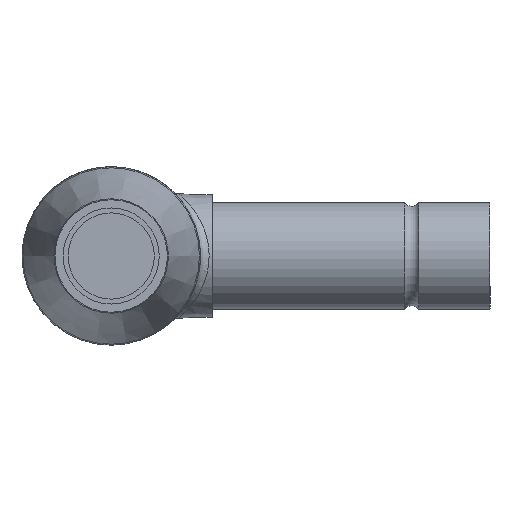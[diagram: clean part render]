
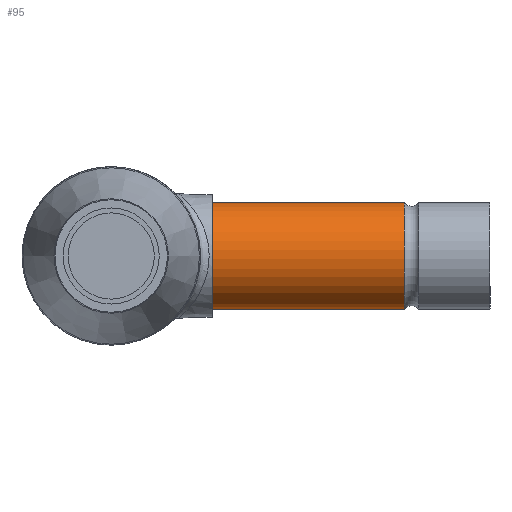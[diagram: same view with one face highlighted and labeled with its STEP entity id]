
A CAD part, front view. The second image highlights one B-rep face of the part: STEP entity #95.
In plain terms, the highlighted cylindrical face has radius 9 mm (diameter 18 mm), a full revolution.
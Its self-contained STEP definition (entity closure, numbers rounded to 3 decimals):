
#68=CARTESIAN_POINT('',(31.5,-13.929,0.));
#69=DIRECTION('',(1.0,0.,0.));
#70=DIRECTION('',(0.,-0.554,0.833));
#71=AXIS2_PLACEMENT_3D('',#68,#69,#70);
#72=CYLINDRICAL_SURFACE('',#71,9.);
#73=CARTESIAN_POINT('',(49.3,-18.912,7.494));
#74=VERTEX_POINT('',#73);
#75=CARTESIAN_POINT('',(49.3,-13.929,0.));
#76=DIRECTION('',(1.0,0.,0.));
#77=DIRECTION('',(0.,-0.554,0.833));
#78=AXIS2_PLACEMENT_3D('',#75,#76,#77);
#79=CIRCLE('',#78,9.);
#80=EDGE_CURVE('',#74,#74,#79,.T.);
#81=ORIENTED_EDGE('',*,*,#80,.F.);
#82=EDGE_LOOP('',(#81));
#83=FACE_OUTER_BOUND('',#82,.T.);
#84=CARTESIAN_POINT('',(17.,-8.946,-7.494));
#85=VERTEX_POINT('',#84);
#86=CARTESIAN_POINT('',(17.,-13.929,0.));
#87=DIRECTION('',(-1.0,0.,0.));
#88=DIRECTION('',(0.,-0.554,0.833));
#89=AXIS2_PLACEMENT_3D('',#86,#87,#88);
#90=CIRCLE('',#89,9.);
#91=EDGE_CURVE('',#85,#85,#90,.T.);
#92=ORIENTED_EDGE('',*,*,#91,.F.);
#93=EDGE_LOOP('',(#92));
#94=FACE_BOUND('',#93,.T.);
#95=ADVANCED_FACE('',(#83,#94),#72,.T.);
